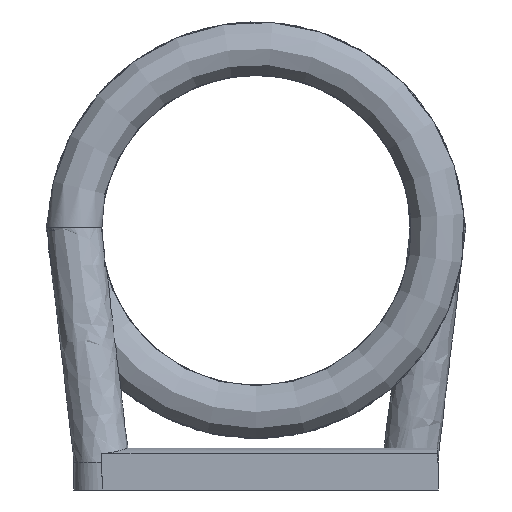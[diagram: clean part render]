
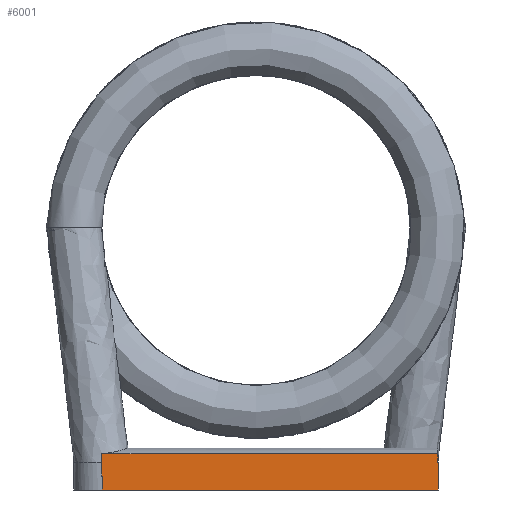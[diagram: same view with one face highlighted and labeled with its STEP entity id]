
A CAD part, left-side view. The second image highlights one B-rep face of the part: STEP entity #6001.
In plain terms, the highlighted planar face has unit normal (-1, 0, 0).
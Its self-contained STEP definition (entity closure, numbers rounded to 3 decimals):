
#5184 = VERTEX_POINT('',#5185);
#5185 = CARTESIAN_POINT('',(-6.589,3.173,0.573));
#5588 = VERTEX_POINT('',#5589);
#5589 = CARTESIAN_POINT('',(-6.589,-3.745,0.744));
#5596 = EDGE_CURVE('',#5597,#5588,#5599,.T.);
#5597 = VERTEX_POINT('',#5598);
#5598 = CARTESIAN_POINT('',(-6.589,3.173,0.744));
#5599 = LINE('',#5600,#5601);
#5600 = CARTESIAN_POINT('',(-6.589,3.173,0.744));
#5601 = VECTOR('',#5602,1.);
#5602 = DIRECTION('',(0.,-1.,0.));
#5620 = EDGE_CURVE('',#5597,#5184,#5621,.T.);
#5621 = LINE('',#5622,#5623);
#5622 = CARTESIAN_POINT('',(-6.589,3.173,0.744));
#5623 = VECTOR('',#5624,1.);
#5624 = DIRECTION('',(0.,0.,-1.));
#5663 = EDGE_CURVE('',#5184,#5664,#5666,.T.);
#5664 = VERTEX_POINT('',#5665);
#5665 = CARTESIAN_POINT('',(-6.589,3.173,0.286));
#5666 = LINE('',#5667,#5668);
#5667 = CARTESIAN_POINT('',(-6.589,3.173,0.744));
#5668 = VECTOR('',#5669,1.);
#5669 = DIRECTION('',(0.,0.,-1.));
#5874 = EDGE_CURVE('',#5588,#5875,#5877,.T.);
#5875 = VERTEX_POINT('',#5876);
#5876 = CARTESIAN_POINT('',(-6.589,-3.745,0.573));
#5877 = LINE('',#5878,#5879);
#5878 = CARTESIAN_POINT('',(-6.589,-3.745,0.744));
#5879 = VECTOR('',#5880,1.);
#5880 = DIRECTION('',(0.,0.,-1.));
#5899 = EDGE_CURVE('',#5900,#5875,#5902,.T.);
#5900 = VERTEX_POINT('',#5901);
#5901 = CARTESIAN_POINT('',(-6.589,-3.756,0.573));
#5902 = LINE('',#5903,#5904);
#5903 = CARTESIAN_POINT('',(-6.589,-3.756,0.573));
#5904 = VECTOR('',#5905,1.);
#5905 = DIRECTION('',(0.,1.,0.));
#5923 = VERTEX_POINT('',#5924);
#5924 = CARTESIAN_POINT('',(-6.589,-3.756,0.));
#5930 = EDGE_CURVE('',#5923,#5900,#5931,.T.);
#5931 = LINE('',#5932,#5933);
#5932 = CARTESIAN_POINT('',(-6.589,-3.756,0.));
#5933 = VECTOR('',#5934,1.);
#5934 = DIRECTION('',(0.,0.,1.));
#5948 = VERTEX_POINT('',#5949);
#5949 = CARTESIAN_POINT('',(-6.589,3.162,0.));
#5955 = EDGE_CURVE('',#5923,#5948,#5956,.T.);
#5956 = LINE('',#5957,#5958);
#5957 = CARTESIAN_POINT('',(-6.589,-3.756,0.));
#5958 = VECTOR('',#5959,1.);
#5959 = DIRECTION('',(0.,1.,0.));
#6001 = ADVANCED_FACE('',(#6002),#6025,.F.);
#6002 = FACE_BOUND('',#6003,.F.);
#6003 = EDGE_LOOP('',(#6004,#6005,#6006,#6007,#6008,#6009,#6010,#6018,
#6024));
#6004 = ORIENTED_EDGE('',*,*,#5620,.F.);
#6005 = ORIENTED_EDGE('',*,*,#5596,.T.);
#6006 = ORIENTED_EDGE('',*,*,#5874,.T.);
#6007 = ORIENTED_EDGE('',*,*,#5899,.F.);
#6008 = ORIENTED_EDGE('',*,*,#5930,.F.);
#6009 = ORIENTED_EDGE('',*,*,#5955,.T.);
#6010 = ORIENTED_EDGE('',*,*,#6011,.T.);
#6011 = EDGE_CURVE('',#5948,#6012,#6014,.T.);
#6012 = VERTEX_POINT('',#6013);
#6013 = CARTESIAN_POINT('',(-6.589,3.162,0.286));
#6014 = LINE('',#6015,#6016);
#6015 = CARTESIAN_POINT('',(-6.589,3.162,0.));
#6016 = VECTOR('',#6017,1.);
#6017 = DIRECTION('',(0.,0.,1.));
#6018 = ORIENTED_EDGE('',*,*,#6019,.F.);
#6019 = EDGE_CURVE('',#5664,#6012,#6020,.T.);
#6020 = LINE('',#6021,#6022);
#6021 = CARTESIAN_POINT('',(-6.589,3.173,0.286));
#6022 = VECTOR('',#6023,1.);
#6023 = DIRECTION('',(0.,-1.,0.));
#6024 = ORIENTED_EDGE('',*,*,#5663,.F.);
#6025 = PLANE('',#6026);
#6026 = AXIS2_PLACEMENT_3D('',#6027,#6028,#6029);
#6027 = CARTESIAN_POINT('',(-6.589,3.173,0.744));
#6028 = DIRECTION('',(1.,0.,0.));
#6029 = DIRECTION('',(0.,0.,-1.));
